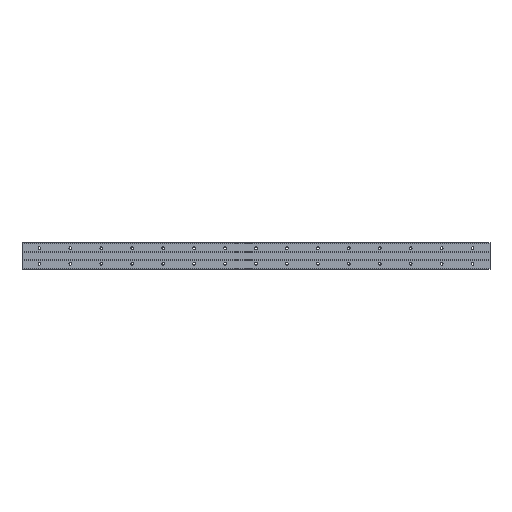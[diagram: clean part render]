
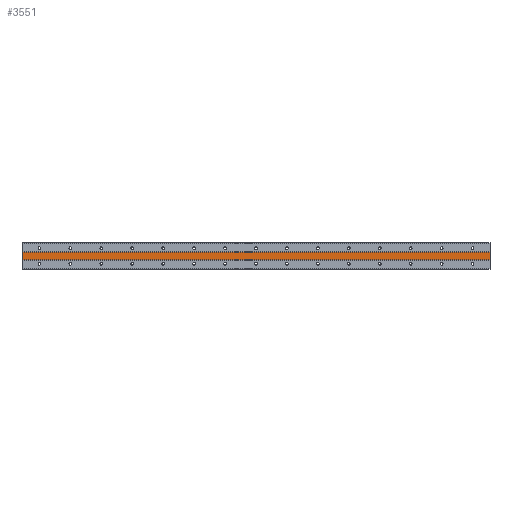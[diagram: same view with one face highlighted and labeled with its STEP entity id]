
A CAD part, front view. The second image highlights one B-rep face of the part: STEP entity #3551.
In plain terms, the highlighted planar face has unit normal (0, -1, 0).
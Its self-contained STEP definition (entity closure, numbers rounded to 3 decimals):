
#203 = DIRECTION ( 'NONE',  ( 0., 1., 0. ) ) ;
#363 = CARTESIAN_POINT ( 'NONE',  ( -45., 1., -10. ) ) ;
#442 = VECTOR ( 'NONE', #4011, 1000. ) ;
#476 = EDGE_CURVE ( 'NONE', #4865, #1424, #4466, .T. ) ;
#506 = ORIENTED_EDGE ( 'NONE', *, *, #476, .F. ) ;
#637 = CARTESIAN_POINT ( 'NONE',  ( 1165., 1., 34.482 ) ) ;
#1052 = VERTEX_POINT ( 'NONE', #2557 ) ;
#1053 = VERTEX_POINT ( 'NONE', #363 ) ;
#1153 = ORIENTED_EDGE ( 'NONE', *, *, #4635, .T. ) ;
#1260 = VECTOR ( 'NONE', #4102, 1000. ) ;
#1424 = VERTEX_POINT ( 'NONE', #2147 ) ;
#1516 = CARTESIAN_POINT ( 'NONE',  ( 1165., 1., -10. ) ) ;
#1847 = EDGE_CURVE ( 'NONE', #4865, #1053, #4707, .T. ) ;
#1909 = EDGE_LOOP ( 'NONE', ( #1153, #4690, #506, #5233 ) ) ;
#1910 = LINE ( 'NONE', #637, #1260 ) ;
#1931 = CARTESIAN_POINT ( 'NONE',  ( 1165., 1., 10. ) ) ;
#2147 = CARTESIAN_POINT ( 'NONE',  ( 1165., 1., 10. ) ) ;
#2362 = FACE_OUTER_BOUND ( 'NONE', #1909, .T. ) ;
#2417 = PLANE ( 'NONE',  #5604 ) ;
#2528 = VECTOR ( 'NONE', #4733, 1000. ) ;
#2557 = CARTESIAN_POINT ( 'NONE',  ( 1165., 1., -10. ) ) ;
#2848 = DIRECTION ( 'NONE',  ( 1., 0., 0. ) ) ;
#2980 = CARTESIAN_POINT ( 'NONE',  ( -45., 1., 34.482 ) ) ;
#3551 = ADVANCED_FACE ( 'NONE', ( #2362 ), #2417, .F. ) ;
#3692 = DIRECTION ( 'NONE',  ( 0., 0., 1. ) ) ;
#4011 = DIRECTION ( 'NONE',  ( 1., 0., 0. ) ) ;
#4048 = EDGE_CURVE ( 'NONE', #1424, #1052, #1910, .T. ) ;
#4067 = CARTESIAN_POINT ( 'NONE',  ( 1165., 1., 10. ) ) ;
#4102 = DIRECTION ( 'NONE',  ( 0., 0., -1. ) ) ;
#4466 = LINE ( 'NONE', #4067, #442 ) ;
#4635 = EDGE_CURVE ( 'NONE', #1053, #1052, #5473, .T. ) ;
#4690 = ORIENTED_EDGE ( 'NONE', *, *, #4048, .F. ) ;
#4707 = LINE ( 'NONE', #2980, #2528 ) ;
#4733 = DIRECTION ( 'NONE',  ( 0., 0., -1. ) ) ;
#4865 = VERTEX_POINT ( 'NONE', #5351 ) ;
#5233 = ORIENTED_EDGE ( 'NONE', *, *, #1847, .T. ) ;
#5351 = CARTESIAN_POINT ( 'NONE',  ( -45., 1., 10. ) ) ;
#5394 = VECTOR ( 'NONE', #2848, 1000. ) ;
#5473 = LINE ( 'NONE', #1516, #5394 ) ;
#5604 = AXIS2_PLACEMENT_3D ( 'NONE', #1931, #203, #3692 ) ;
